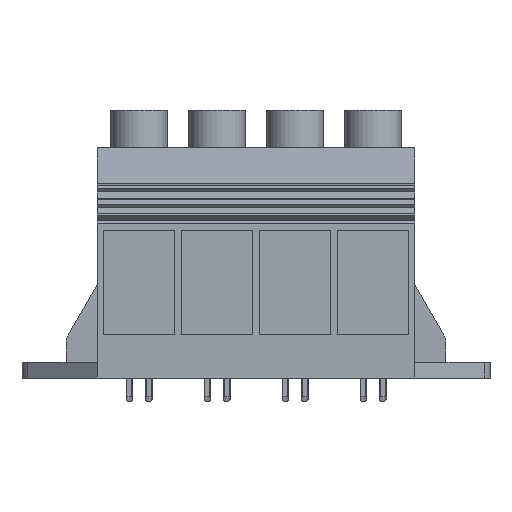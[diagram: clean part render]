
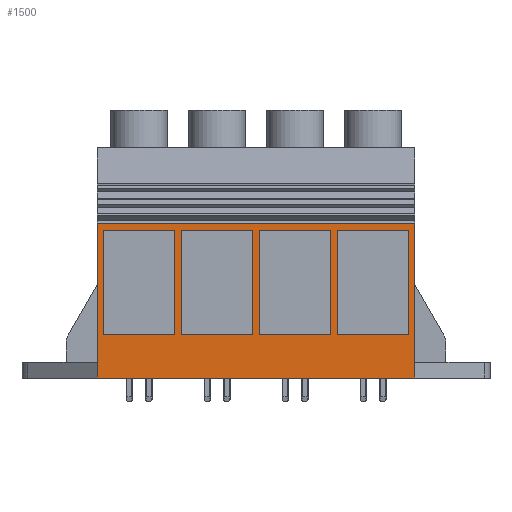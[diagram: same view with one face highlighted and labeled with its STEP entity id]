
A CAD part, top view. The second image highlights one B-rep face of the part: STEP entity #1500.
In plain terms, the highlighted planar face has unit normal (0, 0, 1).
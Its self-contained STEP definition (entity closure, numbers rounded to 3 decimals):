
#468=CARTESIAN_POINT('Vertex',(14.5,7.5,31.)) ;
#471=CARTESIAN_POINT('Line Origine',(14.5,20.9,31.)) ;
#475=CARTESIAN_POINT('Vertex',(14.5,34.3,31.)) ;
#1318=CARTESIAN_POINT('Axis2P3D Location',(14.5,4.5,31.)) ;
#1323=CARTESIAN_POINT('Line Origine',(14.5,6.,31.)) ;
#1327=CARTESIAN_POINT('Vertex',(14.5,4.5,31.)) ;
#1330=CARTESIAN_POINT('Line Origine',(45.,4.5,31.)) ;
#1334=CARTESIAN_POINT('Vertex',(75.5,4.5,31.)) ;
#1337=CARTESIAN_POINT('Line Origine',(75.5,6.,31.)) ;
#1341=CARTESIAN_POINT('Vertex',(75.5,7.5,31.)) ;
#1344=CARTESIAN_POINT('Line Origine',(75.5,20.9,31.)) ;
#1348=CARTESIAN_POINT('Vertex',(75.5,34.3,31.)) ;
#1351=CARTESIAN_POINT('Line Origine',(45.,34.3,31.)) ;
#1364=CARTESIAN_POINT('Line Origine',(15.6,22.8,31.)) ;
#1368=CARTESIAN_POINT('Vertex',(15.6,12.8,31.)) ;
#1370=CARTESIAN_POINT('Vertex',(15.6,32.8,31.)) ;
#1373=CARTESIAN_POINT('Line Origine',(22.5,32.8,31.)) ;
#1377=CARTESIAN_POINT('Vertex',(29.4,32.8,31.)) ;
#1380=CARTESIAN_POINT('Line Origine',(29.4,22.8,31.)) ;
#1384=CARTESIAN_POINT('Vertex',(29.4,12.8,31.)) ;
#1387=CARTESIAN_POINT('Line Origine',(22.5,12.8,31.)) ;
#1398=CARTESIAN_POINT('Line Origine',(37.5,12.8,31.)) ;
#1402=CARTESIAN_POINT('Vertex',(44.4,12.8,31.)) ;
#1404=CARTESIAN_POINT('Vertex',(30.6,12.8,31.)) ;
#1407=CARTESIAN_POINT('Line Origine',(30.6,22.8,31.)) ;
#1411=CARTESIAN_POINT('Vertex',(30.6,32.8,31.)) ;
#1414=CARTESIAN_POINT('Line Origine',(37.5,32.8,31.)) ;
#1418=CARTESIAN_POINT('Vertex',(44.4,32.8,31.)) ;
#1421=CARTESIAN_POINT('Line Origine',(44.4,22.8,31.)) ;
#1432=CARTESIAN_POINT('Line Origine',(52.5,12.8,31.)) ;
#1436=CARTESIAN_POINT('Vertex',(59.4,12.8,31.)) ;
#1438=CARTESIAN_POINT('Vertex',(45.6,12.8,31.)) ;
#1441=CARTESIAN_POINT('Line Origine',(45.6,22.8,31.)) ;
#1445=CARTESIAN_POINT('Vertex',(45.6,32.8,31.)) ;
#1448=CARTESIAN_POINT('Line Origine',(52.5,32.8,31.)) ;
#1452=CARTESIAN_POINT('Vertex',(59.4,32.8,31.)) ;
#1455=CARTESIAN_POINT('Line Origine',(59.4,22.8,31.)) ;
#1466=CARTESIAN_POINT('Line Origine',(60.6,22.8,31.)) ;
#1470=CARTESIAN_POINT('Vertex',(60.6,12.8,31.)) ;
#1472=CARTESIAN_POINT('Vertex',(60.6,32.8,31.)) ;
#1475=CARTESIAN_POINT('Line Origine',(67.5,32.8,31.)) ;
#1479=CARTESIAN_POINT('Vertex',(74.4,32.8,31.)) ;
#1482=CARTESIAN_POINT('Line Origine',(74.4,22.8,31.)) ;
#1486=CARTESIAN_POINT('Vertex',(74.4,12.8,31.)) ;
#1489=CARTESIAN_POINT('Line Origine',(67.5,12.8,31.)) ;
#472=DIRECTION('Vector Direction',(0.,1.,0.)) ;
#1319=DIRECTION('Axis2P3D Direction',(0.,0.,-1.)) ;
#1320=DIRECTION('Axis2P3D XDirection',(0.,1.,0.)) ;
#1324=DIRECTION('Vector Direction',(0.,1.,0.)) ;
#1331=DIRECTION('Vector Direction',(1.,0.,0.)) ;
#1338=DIRECTION('Vector Direction',(0.,1.,0.)) ;
#1345=DIRECTION('Vector Direction',(0.,1.,0.)) ;
#1352=DIRECTION('Vector Direction',(1.,0.,0.)) ;
#1365=DIRECTION('Vector Direction',(0.,1.,0.)) ;
#1374=DIRECTION('Vector Direction',(1.,0.,0.)) ;
#1381=DIRECTION('Vector Direction',(0.,1.,0.)) ;
#1388=DIRECTION('Vector Direction',(1.,0.,0.)) ;
#1399=DIRECTION('Vector Direction',(1.,0.,0.)) ;
#1408=DIRECTION('Vector Direction',(0.,1.,0.)) ;
#1415=DIRECTION('Vector Direction',(1.,0.,0.)) ;
#1422=DIRECTION('Vector Direction',(0.,1.,0.)) ;
#1433=DIRECTION('Vector Direction',(1.,0.,0.)) ;
#1442=DIRECTION('Vector Direction',(0.,1.,0.)) ;
#1449=DIRECTION('Vector Direction',(1.,0.,0.)) ;
#1456=DIRECTION('Vector Direction',(0.,1.,0.)) ;
#1467=DIRECTION('Vector Direction',(0.,1.,0.)) ;
#1476=DIRECTION('Vector Direction',(1.,0.,0.)) ;
#1483=DIRECTION('Vector Direction',(0.,1.,0.)) ;
#1490=DIRECTION('Vector Direction',(1.,0.,0.)) ;
#1321=AXIS2_PLACEMENT_3D('Plane Axis2P3D',#1318,#1319,#1320) ;
#1357=ORIENTED_EDGE('',*,*,#477,.F.) ;
#1358=ORIENTED_EDGE('',*,*,#1329,.T.) ;
#1359=ORIENTED_EDGE('',*,*,#1336,.T.) ;
#1360=ORIENTED_EDGE('',*,*,#1343,.F.) ;
#1361=ORIENTED_EDGE('',*,*,#1350,.T.) ;
#1362=ORIENTED_EDGE('',*,*,#1355,.F.) ;
#1393=ORIENTED_EDGE('',*,*,#1372,.T.) ;
#1394=ORIENTED_EDGE('',*,*,#1379,.T.) ;
#1395=ORIENTED_EDGE('',*,*,#1386,.T.) ;
#1396=ORIENTED_EDGE('',*,*,#1391,.T.) ;
#1427=ORIENTED_EDGE('',*,*,#1406,.T.) ;
#1428=ORIENTED_EDGE('',*,*,#1413,.T.) ;
#1429=ORIENTED_EDGE('',*,*,#1420,.T.) ;
#1430=ORIENTED_EDGE('',*,*,#1425,.T.) ;
#1461=ORIENTED_EDGE('',*,*,#1440,.T.) ;
#1462=ORIENTED_EDGE('',*,*,#1447,.T.) ;
#1463=ORIENTED_EDGE('',*,*,#1454,.T.) ;
#1464=ORIENTED_EDGE('',*,*,#1459,.T.) ;
#1495=ORIENTED_EDGE('',*,*,#1474,.T.) ;
#1496=ORIENTED_EDGE('',*,*,#1481,.T.) ;
#1497=ORIENTED_EDGE('',*,*,#1488,.T.) ;
#1498=ORIENTED_EDGE('',*,*,#1493,.T.) ;
#1397=FACE_BOUND('',#1392,.T.) ;
#1431=FACE_BOUND('',#1426,.T.) ;
#1465=FACE_BOUND('',#1460,.T.) ;
#1499=FACE_BOUND('',#1494,.T.) ;
#473=VECTOR('Line Direction',#472,1.) ;
#1325=VECTOR('Line Direction',#1324,1.) ;
#1332=VECTOR('Line Direction',#1331,1.) ;
#1339=VECTOR('Line Direction',#1338,1.) ;
#1346=VECTOR('Line Direction',#1345,1.) ;
#1353=VECTOR('Line Direction',#1352,1.) ;
#1366=VECTOR('Line Direction',#1365,1.) ;
#1375=VECTOR('Line Direction',#1374,1.) ;
#1382=VECTOR('Line Direction',#1381,1.) ;
#1389=VECTOR('Line Direction',#1388,1.) ;
#1400=VECTOR('Line Direction',#1399,1.) ;
#1409=VECTOR('Line Direction',#1408,1.) ;
#1416=VECTOR('Line Direction',#1415,1.) ;
#1423=VECTOR('Line Direction',#1422,1.) ;
#1434=VECTOR('Line Direction',#1433,1.) ;
#1443=VECTOR('Line Direction',#1442,1.) ;
#1450=VECTOR('Line Direction',#1449,1.) ;
#1457=VECTOR('Line Direction',#1456,1.) ;
#1468=VECTOR('Line Direction',#1467,1.) ;
#1477=VECTOR('Line Direction',#1476,1.) ;
#1484=VECTOR('Line Direction',#1483,1.) ;
#1491=VECTOR('Line Direction',#1490,1.) ;
#1500=ADVANCED_FACE('HOUSING',(#1363,#1397,#1431,#1465,#1499),#1322,.F.) ;
#477=EDGE_CURVE('',#469,#476,#474,.T.) ;
#1329=EDGE_CURVE('',#469,#1328,#1326,.F.) ;
#1336=EDGE_CURVE('',#1328,#1335,#1333,.T.) ;
#1343=EDGE_CURVE('',#1342,#1335,#1340,.F.) ;
#1350=EDGE_CURVE('',#1342,#1349,#1347,.T.) ;
#1355=EDGE_CURVE('',#476,#1349,#1354,.T.) ;
#1372=EDGE_CURVE('',#1369,#1371,#1367,.T.) ;
#1379=EDGE_CURVE('',#1371,#1378,#1376,.T.) ;
#1386=EDGE_CURVE('',#1378,#1385,#1383,.F.) ;
#1391=EDGE_CURVE('',#1385,#1369,#1390,.F.) ;
#1406=EDGE_CURVE('',#1403,#1405,#1401,.F.) ;
#1413=EDGE_CURVE('',#1405,#1412,#1410,.T.) ;
#1420=EDGE_CURVE('',#1412,#1419,#1417,.T.) ;
#1425=EDGE_CURVE('',#1419,#1403,#1424,.F.) ;
#1440=EDGE_CURVE('',#1437,#1439,#1435,.F.) ;
#1447=EDGE_CURVE('',#1439,#1446,#1444,.T.) ;
#1454=EDGE_CURVE('',#1446,#1453,#1451,.T.) ;
#1459=EDGE_CURVE('',#1453,#1437,#1458,.F.) ;
#1474=EDGE_CURVE('',#1471,#1473,#1469,.T.) ;
#1481=EDGE_CURVE('',#1473,#1480,#1478,.T.) ;
#1488=EDGE_CURVE('',#1480,#1487,#1485,.F.) ;
#1493=EDGE_CURVE('',#1487,#1471,#1492,.F.) ;
#1356=EDGE_LOOP('',(#1357,#1358,#1359,#1360,#1361,#1362)) ;
#1392=EDGE_LOOP('',(#1393,#1394,#1395,#1396)) ;
#1426=EDGE_LOOP('',(#1427,#1428,#1429,#1430)) ;
#1460=EDGE_LOOP('',(#1461,#1462,#1463,#1464)) ;
#1494=EDGE_LOOP('',(#1495,#1496,#1497,#1498)) ;
#1363=FACE_OUTER_BOUND('',#1356,.T.) ;
#474=LINE('Line',#471,#473) ;
#1326=LINE('Line',#1323,#1325) ;
#1333=LINE('Line',#1330,#1332) ;
#1340=LINE('Line',#1337,#1339) ;
#1347=LINE('Line',#1344,#1346) ;
#1354=LINE('Line',#1351,#1353) ;
#1367=LINE('Line',#1364,#1366) ;
#1376=LINE('Line',#1373,#1375) ;
#1383=LINE('Line',#1380,#1382) ;
#1390=LINE('Line',#1387,#1389) ;
#1401=LINE('Line',#1398,#1400) ;
#1410=LINE('Line',#1407,#1409) ;
#1417=LINE('Line',#1414,#1416) ;
#1424=LINE('Line',#1421,#1423) ;
#1435=LINE('Line',#1432,#1434) ;
#1444=LINE('Line',#1441,#1443) ;
#1451=LINE('Line',#1448,#1450) ;
#1458=LINE('Line',#1455,#1457) ;
#1469=LINE('Line',#1466,#1468) ;
#1478=LINE('Line',#1475,#1477) ;
#1485=LINE('Line',#1482,#1484) ;
#1492=LINE('Line',#1489,#1491) ;
#1322=PLANE('',#1321) ;
#469=VERTEX_POINT('',#468) ;
#476=VERTEX_POINT('',#475) ;
#1328=VERTEX_POINT('',#1327) ;
#1335=VERTEX_POINT('',#1334) ;
#1342=VERTEX_POINT('',#1341) ;
#1349=VERTEX_POINT('',#1348) ;
#1369=VERTEX_POINT('',#1368) ;
#1371=VERTEX_POINT('',#1370) ;
#1378=VERTEX_POINT('',#1377) ;
#1385=VERTEX_POINT('',#1384) ;
#1403=VERTEX_POINT('',#1402) ;
#1405=VERTEX_POINT('',#1404) ;
#1412=VERTEX_POINT('',#1411) ;
#1419=VERTEX_POINT('',#1418) ;
#1437=VERTEX_POINT('',#1436) ;
#1439=VERTEX_POINT('',#1438) ;
#1446=VERTEX_POINT('',#1445) ;
#1453=VERTEX_POINT('',#1452) ;
#1471=VERTEX_POINT('',#1470) ;
#1473=VERTEX_POINT('',#1472) ;
#1480=VERTEX_POINT('',#1479) ;
#1487=VERTEX_POINT('',#1486) ;
